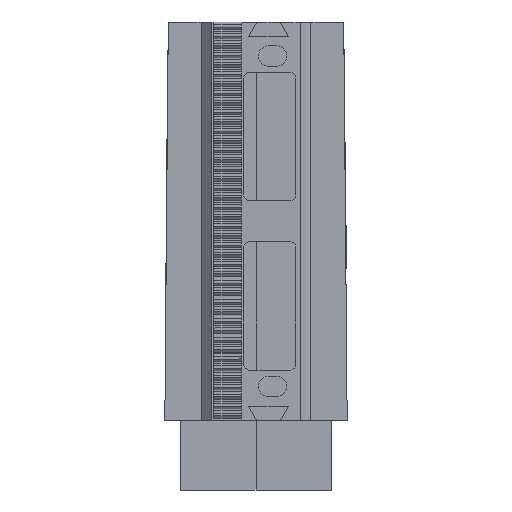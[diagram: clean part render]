
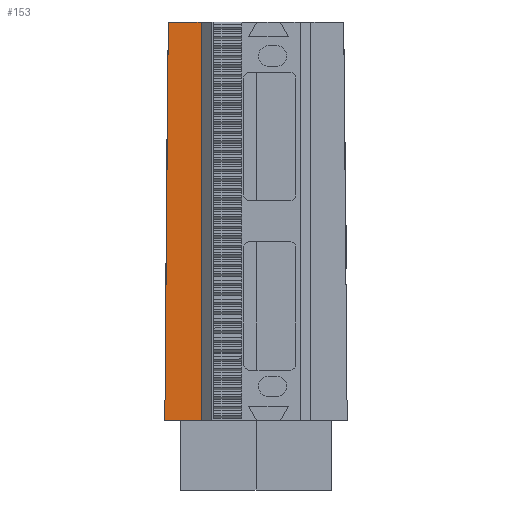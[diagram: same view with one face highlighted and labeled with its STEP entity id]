
A CAD part, front view. The second image highlights one B-rep face of the part: STEP entity #153.
In plain terms, the highlighted planar face has unit normal (0, -1, 0).
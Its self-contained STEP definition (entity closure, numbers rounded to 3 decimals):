
#153=ADVANCED_FACE('',(#462),#5254,.T.);
#462=FACE_OUTER_BOUND('',#779,.T.);
#779=EDGE_LOOP('',(#1659,#1660,#1661,#1662));
#1659=ORIENTED_EDGE('',*,*,#3109,.F.);
#1660=ORIENTED_EDGE('',*,*,#3115,.T.);
#1661=ORIENTED_EDGE('',*,*,#2852,.F.);
#1662=ORIENTED_EDGE('',*,*,#2814,.F.);
#2814=EDGE_CURVE('',#4581,#4582,#3729,.T.);
#2852=EDGE_CURVE('',#4582,#4604,#3750,.T.);
#3109=EDGE_CURVE('',#4779,#4581,#4005,.T.);
#3115=EDGE_CURVE('',#4779,#4604,#4011,.T.);
#3729=B_SPLINE_CURVE_WITH_KNOTS('',3,(#15767,#15768,#15769,#15770),
 .UNSPECIFIED.,.F.,.F.,(4,4),(-19.039,0.),.UNSPECIFIED.);
#3750=B_SPLINE_CURVE_WITH_KNOTS('',3,(#16646,#16647,#16648,#16649),
 .UNSPECIFIED.,.F.,.F.,(4,4),(0.,200.),.UNSPECIFIED.);
#4005=B_SPLINE_CURVE_WITH_KNOTS('',3,(#17979,#17980,#17981,#17982,#17983,
#17984),.UNSPECIFIED.,.F.,.F.,(4,2,4),(0.,100.066,200.133),
 .UNSPECIFIED.);
#4011=B_SPLINE_CURVE_WITH_KNOTS('',3,(#18596,#18597,#18598,#18599,#18600,
#18601,#18602),.UNSPECIFIED.,.F.,.F.,(4,3,4),(0.,1.734,20.774),
 .UNSPECIFIED.);
#4581=VERTEX_POINT('',#14224);
#4582=VERTEX_POINT('',#14225);
#4604=VERTEX_POINT('',#14247);
#4779=VERTEX_POINT('',#14422);
#5254=PLANE('',#5640);
#5640=AXIS2_PLACEMENT_3D('',#13953,#5946,$);
#5946=DIRECTION('',(0.,-1.,0.));
#13953=CARTESIAN_POINT('',(-47.811,-40.678,254.964));
#14224=CARTESIAN_POINT('',(-43.986,-40.678,234.952));
#14225=CARTESIAN_POINT('',(-24.948,-40.678,234.952));
#14247=CARTESIAN_POINT('',(-24.948,-40.678,34.951));
#14422=CARTESIAN_POINT('',(-45.721,-40.678,34.951));
#15767=CARTESIAN_POINT('',(-43.986,-40.678,234.952));
#15768=CARTESIAN_POINT('',(-37.64,-40.678,234.952));
#15769=CARTESIAN_POINT('',(-31.294,-40.678,234.952));
#15770=CARTESIAN_POINT('',(-24.948,-40.678,234.952));
#16646=CARTESIAN_POINT('',(-24.948,-40.678,234.952));
#16647=CARTESIAN_POINT('',(-24.948,-40.678,168.285));
#16648=CARTESIAN_POINT('',(-24.948,-40.678,101.618));
#16649=CARTESIAN_POINT('',(-24.948,-40.678,34.951));
#17979=CARTESIAN_POINT('',(-45.721,-40.678,34.951));
#17980=CARTESIAN_POINT('',(-45.346,-40.678,68.283));
#17981=CARTESIAN_POINT('',(-44.965,-40.678,101.617));
#17982=CARTESIAN_POINT('',(-44.338,-40.678,168.282));
#17983=CARTESIAN_POINT('',(-44.092,-40.678,201.617));
#17984=CARTESIAN_POINT('',(-43.986,-40.678,234.952));
#18596=CARTESIAN_POINT('',(-45.721,-40.678,34.951));
#18597=CARTESIAN_POINT('',(-45.143,-40.678,34.951));
#18598=CARTESIAN_POINT('',(-44.565,-40.678,34.952));
#18599=CARTESIAN_POINT('',(-43.987,-40.678,34.952));
#18600=CARTESIAN_POINT('',(-37.641,-40.678,34.952));
#18601=CARTESIAN_POINT('',(-31.294,-40.678,34.952));
#18602=CARTESIAN_POINT('',(-24.948,-40.678,34.951));
